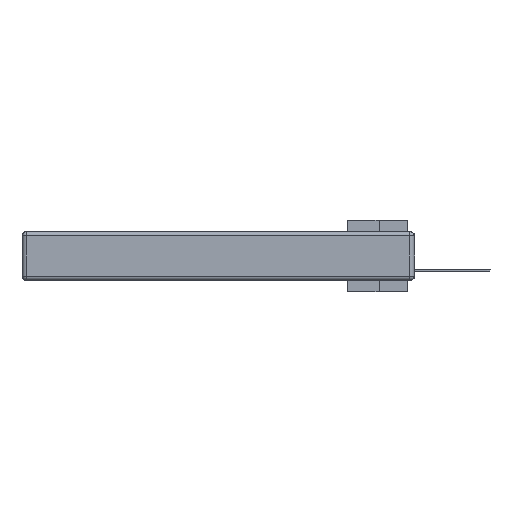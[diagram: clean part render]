
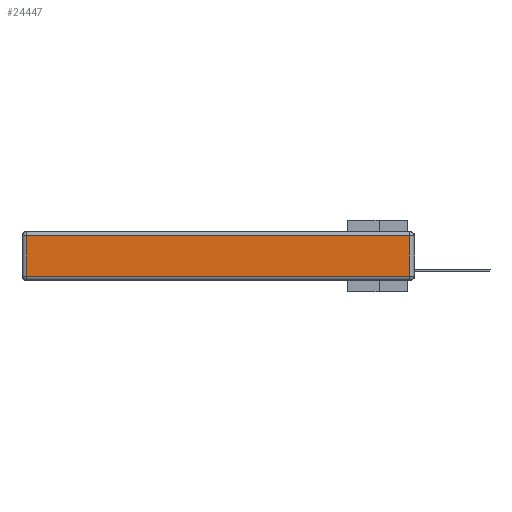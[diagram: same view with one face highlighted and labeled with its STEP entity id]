
A CAD part, left-side view. The second image highlights one B-rep face of the part: STEP entity #24447.
In plain terms, the highlighted planar face has unit normal (-1, 0, 0).
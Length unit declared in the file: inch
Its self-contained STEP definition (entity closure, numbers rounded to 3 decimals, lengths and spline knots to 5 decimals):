
#36 = ORIENTED_EDGE ( 'NONE', *, *, #15996, .T. ) ;
#1398 = ORIENTED_EDGE ( 'NONE', *, *, #8748, .T. ) ;
#1928 = VERTEX_POINT ( 'NONE', #34581 ) ;
#2288 = DIRECTION ( 'NONE',  ( 0., 0., -1. ) ) ;
#2723 = VERTEX_POINT ( 'NONE', #25235 ) ;
#3824 = DIRECTION ( 'NONE',  ( 0., 1., 0. ) ) ;
#4009 = LINE ( 'NONE', #9974, #18479 ) ;
#5008 = VECTOR ( 'NONE', #2288, 39.37008 ) ;
#5038 = CARTESIAN_POINT ( 'NONE',  ( 0., 0.03, -0.313 ) ) ;
#5549 = DIRECTION ( 'NONE',  ( 0., 0., 1. ) ) ;
#5553 = CARTESIAN_POINT ( 'NONE',  ( 0., 2.72, -0.343 ) ) ;
#8428 = CARTESIAN_POINT ( 'NONE',  ( 0., 0., -0.343 ) ) ;
#8748 = EDGE_CURVE ( 'NONE', #34638, #14924, #11306, .T. ) ;
#9974 = CARTESIAN_POINT ( 'NONE',  ( 0., 0., -0.313 ) ) ;
#11306 = LINE ( 'NONE', #17260, #23075 ) ;
#14924 = VERTEX_POINT ( 'NONE', #25224 ) ;
#15996 = EDGE_CURVE ( 'NONE', #2723, #34638, #4009, .T. ) ;
#17222 = EDGE_CURVE ( 'NONE', #14924, #1928, #17890, .T. ) ;
#17260 = CARTESIAN_POINT ( 'NONE',  ( 0., 0.03, -0.343 ) ) ;
#17890 = LINE ( 'NONE', #26722, #18482 ) ;
#18479 = VECTOR ( 'NONE', #30560, 39.37008 ) ;
#18482 = VECTOR ( 'NONE', #3824, 39.37008 ) ;
#19067 = ORIENTED_EDGE ( 'NONE', *, *, #36124, .T. ) ;
#20032 = EDGE_LOOP ( 'NONE', ( #36, #1398, #23763, #19067 ) ) ;
#23018 = DIRECTION ( 'NONE',  ( 0., 0., 1. ) ) ;
#23075 = VECTOR ( 'NONE', #23018, 39.37008 ) ;
#23763 = ORIENTED_EDGE ( 'NONE', *, *, #17222, .T. ) ;
#24447 = ADVANCED_FACE ( 'NONE', ( #29209 ), #34764, .T. ) ;
#25224 = CARTESIAN_POINT ( 'NONE',  ( 0., 0.03, -0.03 ) ) ;
#25235 = CARTESIAN_POINT ( 'NONE',  ( 0., 2.72, -0.313 ) ) ;
#26722 = CARTESIAN_POINT ( 'NONE',  ( 0., 2.75, -0.03 ) ) ;
#28838 = LINE ( 'NONE', #5553, #5008 ) ;
#29209 = FACE_OUTER_BOUND ( 'NONE', #20032, .T. ) ;
#29822 = AXIS2_PLACEMENT_3D ( 'NONE', #8428, #31896, #5549 ) ;
#30560 = DIRECTION ( 'NONE',  ( 0., -1., 0. ) ) ;
#31896 = DIRECTION ( 'NONE',  ( -1., 0., 0. ) ) ;
#34581 = CARTESIAN_POINT ( 'NONE',  ( 0., 2.72, -0.03 ) ) ;
#34638 = VERTEX_POINT ( 'NONE', #5038 ) ;
#34764 = PLANE ( 'NONE',  #29822 ) ;
#36124 = EDGE_CURVE ( 'NONE', #1928, #2723, #28838, .T. ) ;
